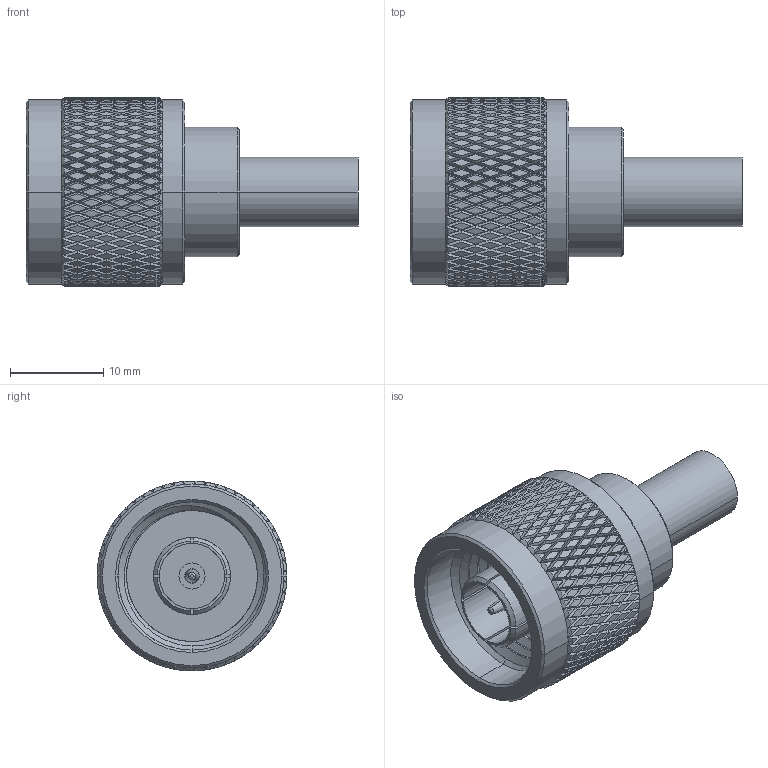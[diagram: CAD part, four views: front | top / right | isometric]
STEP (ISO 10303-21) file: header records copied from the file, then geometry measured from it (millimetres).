
FILE_DESCRIPTION (( 'STEP AP214' ), '1' );
FILE_NAME ('FMCN1589_3D.step', '2025-04-01T15:02:13', ( '' ), ( '' ), 'SwSTEP 2.0', 'SolidWorks 2022', '' );
FILE_SCHEMA (( 'AUTOMOTIVE_DESIGN' ));
Length unit declared in the file: inch
Products named in the file (1): FMCN1589_3D
Bounding box: 35.56 x 20.32 x 20.32 mm (x, y, z)
Volume: 4802.5 mm3; surface area: 4181.7 mm2
Topology: 2 solids, 2 shells, 2292 faces, 4890 edges, 2609 vertices
Faces by surface type: bspline 1763, cylinder 477, plane 27, cone 23, torus 2
Entity records: 87736 total; most frequent: CARTESIAN_POINT 57841, ORIENTED_EDGE 9780, EDGE_CURVE 4890, VERTEX_POINT 2609, EDGE_LOOP 2301, FACE_OUTER_BOUND 2292, ADVANCED_FACE 2292, B_SPLINE_CURVE_WITH_KNOTS 2107
